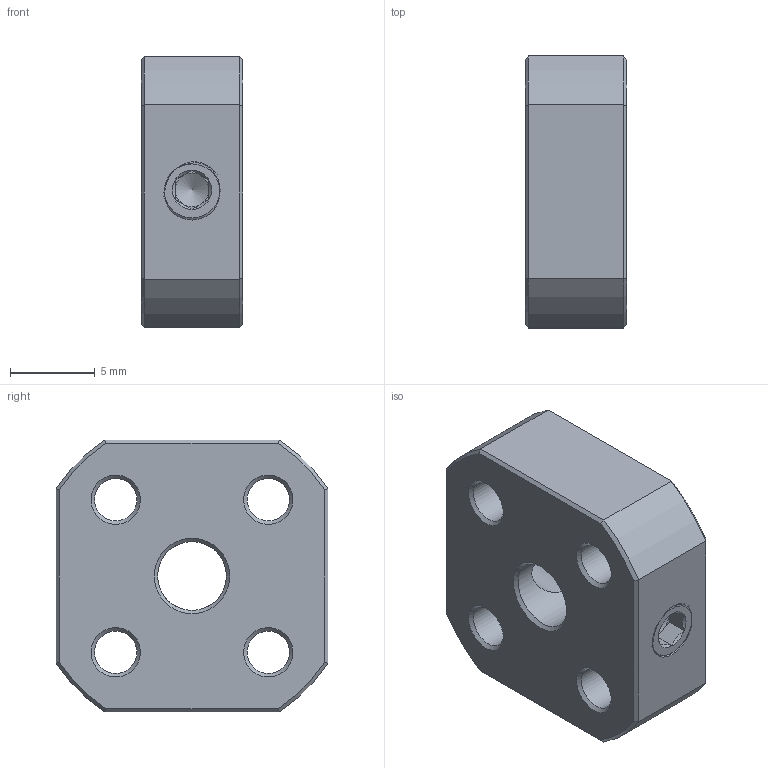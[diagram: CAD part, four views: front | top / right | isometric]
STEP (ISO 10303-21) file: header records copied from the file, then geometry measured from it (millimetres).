
FILE_DESCRIPTION (( 'STEP AP203' ), '1' );
FILE_NAME ('ScrewHub_v0.1_4mm.STEP', '2024-02-23T14:35:39', ( '' ), ( '' ), 'SwSTEP 2.0', 'SolidWorks 2021', '' );
FILE_SCHEMA (( 'CONFIG_CONTROL_DESIGN' ));
Length unit declared in the file: millimetre
Products named in the file (3): M4x5mm set screw_91390A111; ScrewHub_v0.1_4mm
Assembly tree (3 placements, depth 2):
  ScrewHub_v0.1_4mm
    ScrewHub_v0.1_4mm
    M4x5mm set screw_91390A111  x2
Bounding box: 6 x 16 x 16 mm (x, y, z)
Volume: 1208.4 mm3; surface area: 1285.3 mm2
Topology: 3 solids, 3 shells, 99 faces, 219 edges, 124 vertices
Faces by surface type: plane 42, cone 38, cylinder 13, bspline 6
Full cylindrical faces by diameter (mm): 2.5 x4, 3.3 x2, 4.05 x1
Entity records: 3048 total; most frequent: CARTESIAN_POINT 1284, DIRECTION 299, ORIENTED_EDGE 270, EDGE_CURVE 135, AXIS2_PLACEMENT_3D 128, EDGE_LOOP 104, VERTEX_POINT 87, FACE_OUTER_BOUND 78
